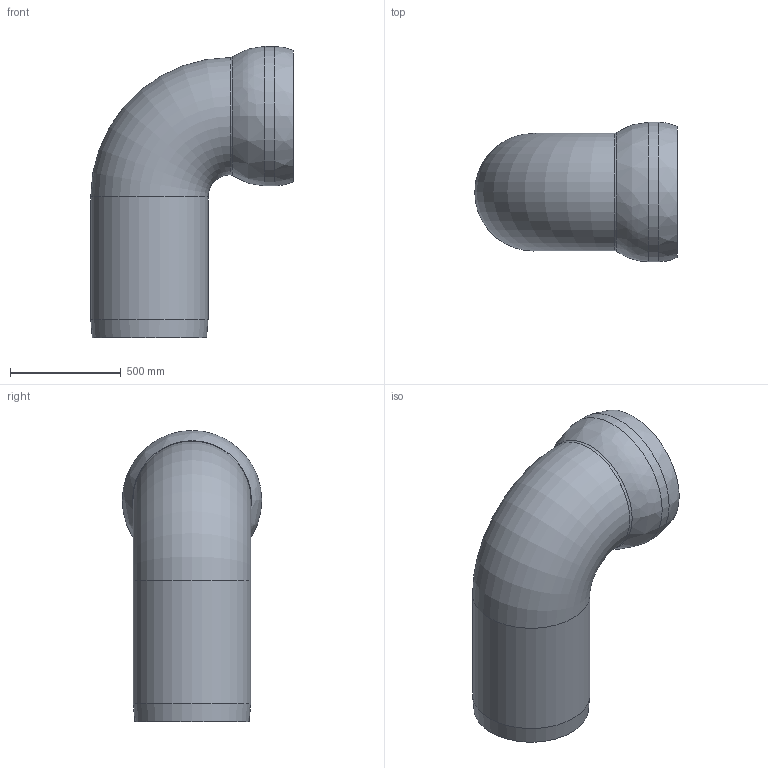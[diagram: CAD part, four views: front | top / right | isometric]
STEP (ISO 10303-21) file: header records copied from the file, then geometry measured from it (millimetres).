
FILE_DESCRIPTION(/* description */ (''),/* implementation_level */ '2;1');
FILE_NAME(/* name */ '00510.050X_3D.stp',/* time_stamp */ '2024-12-11T12:57:08+01:00',/* author */ ('CAD'),/* organization */ (''),/* preprocessor_version */ 'ST-DEVELOPER v20',/* originating_system */ 'AutoCAD Mechanical',/* authorisation */ '');
FILE_SCHEMA (('AUTOMOTIVE_DESIGN { 1 0 10303 214 3 1 1 }'));
Length unit declared in the file: centimetre
Products named in the file (1): Product
Bounding box: 915 x 630 x 1315 mm (x, y, z)
Volume: 37613481.1 mm3; surface area: 5117273.2 mm2
Topology: 2 solids, 2 shells, 20 faces, 42 edges, 26 vertices
Faces by surface type: cylinder 6, plane 4, torus 4, bspline 4, cone 2
Full cylindrical faces by diameter (mm): 500 x2, 530 x2, 600 x1, 630 x1
Entity records: 670 total; most frequent: CARTESIAN_POINT 193, DIRECTION 110, ORIENTED_EDGE 84, AXIS2_PLACEMENT_3D 51, EDGE_CURVE 42, CIRCLE 34, VERTEX_POINT 26, EDGE_LOOP 24
